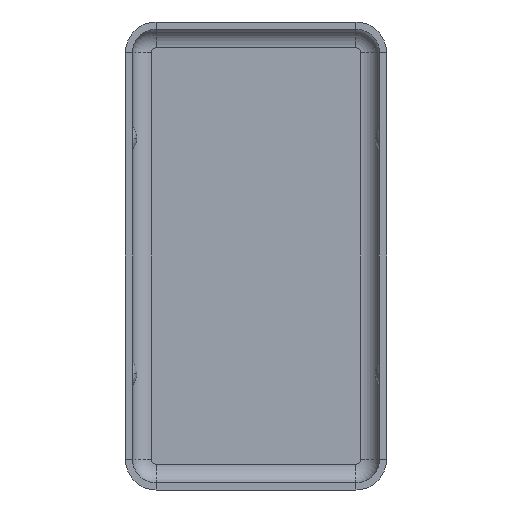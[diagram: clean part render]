
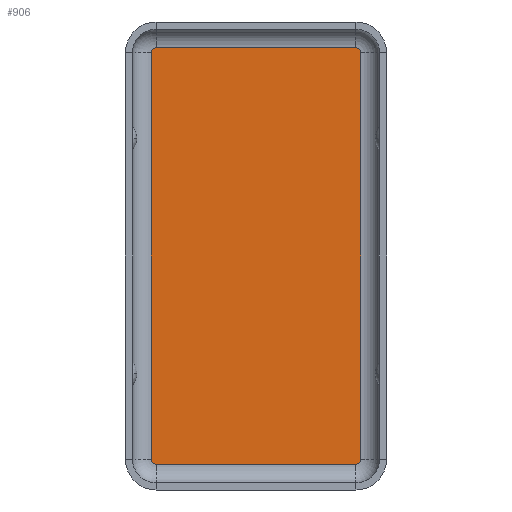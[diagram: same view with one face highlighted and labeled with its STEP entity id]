
A CAD part, front view. The second image highlights one B-rep face of the part: STEP entity #906.
In plain terms, the highlighted planar face has unit normal (0, -1, 0).
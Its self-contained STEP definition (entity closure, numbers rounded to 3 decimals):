
#33 = ORIENTED_EDGE ( 'NONE', *, *, #256, .T. ) ;
#43 = CARTESIAN_POINT ( 'NONE',  ( 4.45, 0., -8.65 ) ) ;
#70 = VERTEX_POINT ( 'NONE', #1248 ) ;
#90 = DIRECTION ( 'NONE',  ( 0., 0., -1. ) ) ;
#113 = EDGE_CURVE ( 'NONE', #1182, #717, #1589, .T. ) ;
#117 = CARTESIAN_POINT ( 'NONE',  ( -4.45, 0., 8.65 ) ) ;
#161 = DIRECTION ( 'NONE',  ( 0., 0., -1. ) ) ;
#162 = DIRECTION ( 'NONE',  ( -1., 0., 0. ) ) ;
#214 = CIRCLE ( 'NONE', #601, 0.2 ) ;
#256 = EDGE_CURVE ( 'NONE', #70, #717, #1111, .T. ) ;
#267 = VECTOR ( 'NONE', #162, 1000. ) ;
#278 = EDGE_CURVE ( 'NONE', #505, #70, #635, .T. ) ;
#285 = ORIENTED_EDGE ( 'NONE', *, *, #1068, .T. ) ;
#288 = CARTESIAN_POINT ( 'NONE',  ( 4.25, 0., -8.85 ) ) ;
#318 = DIRECTION ( 'NONE',  ( 0., -1., 0. ) ) ;
#323 = ORIENTED_EDGE ( 'NONE', *, *, #401, .T. ) ;
#363 = VECTOR ( 'NONE', #161, 1000. ) ;
#373 = CARTESIAN_POINT ( 'NONE',  ( 4.45, 0., 8.65 ) ) ;
#378 = AXIS2_PLACEMENT_3D ( 'NONE', #476, #1233, #719 ) ;
#396 = VECTOR ( 'NONE', #815, 1000. ) ;
#401 = EDGE_CURVE ( 'NONE', #1566, #787, #1472, .T. ) ;
#402 = ORIENTED_EDGE ( 'NONE', *, *, #278, .T. ) ;
#439 = DIRECTION ( 'NONE',  ( 0., 1., 0. ) ) ;
#441 = DIRECTION ( 'NONE',  ( 0., 0., 1. ) ) ;
#460 = AXIS2_PLACEMENT_3D ( 'NONE', #1444, #318, #441 ) ;
#476 = CARTESIAN_POINT ( 'NONE',  ( 4.25, 0., -8.65 ) ) ;
#505 = VERTEX_POINT ( 'NONE', #117 ) ;
#530 = CARTESIAN_POINT ( 'NONE',  ( -4.25, 0., 8.85 ) ) ;
#533 = CARTESIAN_POINT ( 'NONE',  ( 4.25, 0., 8.85 ) ) ;
#540 = AXIS2_PLACEMENT_3D ( 'NONE', #1204, #599, #1117 ) ;
#560 = LINE ( 'NONE', #533, #267 ) ;
#599 = DIRECTION ( 'NONE',  ( 0., -1., 0. ) ) ;
#601 = AXIS2_PLACEMENT_3D ( 'NONE', #1152, #1427, #799 ) ;
#635 = LINE ( 'NONE', #688, #396 ) ;
#659 = CARTESIAN_POINT ( 'NONE',  ( -4.25, 0., -8.85 ) ) ;
#688 = CARTESIAN_POINT ( 'NONE',  ( -4.45, 0., 0. ) ) ;
#707 = EDGE_LOOP ( 'NONE', ( #1038, #1225, #760, #323, #285, #1461, #402, #33 ) ) ;
#717 = VERTEX_POINT ( 'NONE', #659 ) ;
#719 = DIRECTION ( 'NONE',  ( 0., 0., -1. ) ) ;
#760 = ORIENTED_EDGE ( 'NONE', *, *, #1007, .F. ) ;
#763 = EDGE_CURVE ( 'NONE', #1181, #1182, #214, .T. ) ;
#787 = VERTEX_POINT ( 'NONE', #926 ) ;
#799 = DIRECTION ( 'NONE',  ( 0., 0., 1. ) ) ;
#815 = DIRECTION ( 'NONE',  ( 0., 0., -1. ) ) ;
#872 = CARTESIAN_POINT ( 'NONE',  ( 4.25, 0., -8.85 ) ) ;
#906 = ADVANCED_FACE ( 'NONE', ( #1289 ), #962, .T. ) ;
#926 = CARTESIAN_POINT ( 'NONE',  ( 4.25, 0., 8.85 ) ) ;
#962 = PLANE ( 'NONE',  #378 ) ;
#963 = LINE ( 'NONE', #1032, #363 ) ;
#1001 = DIRECTION ( 'NONE',  ( -1., 0., 0. ) ) ;
#1007 = EDGE_CURVE ( 'NONE', #1566, #1181, #963, .T. ) ;
#1032 = CARTESIAN_POINT ( 'NONE',  ( 4.45, 0., 0. ) ) ;
#1038 = ORIENTED_EDGE ( 'NONE', *, *, #113, .F. ) ;
#1068 = EDGE_CURVE ( 'NONE', #787, #1212, #560, .T. ) ;
#1111 = CIRCLE ( 'NONE', #460, 0.2 ) ;
#1117 = DIRECTION ( 'NONE',  ( 0., 0., -1. ) ) ;
#1152 = CARTESIAN_POINT ( 'NONE',  ( 4.25, 0., -8.65 ) ) ;
#1153 = VECTOR ( 'NONE', #1001, 1000. ) ;
#1181 = VERTEX_POINT ( 'NONE', #43 ) ;
#1182 = VERTEX_POINT ( 'NONE', #288 ) ;
#1204 = CARTESIAN_POINT ( 'NONE',  ( 4.25, 0., 8.65 ) ) ;
#1205 = CIRCLE ( 'NONE', #1272, 0.2 ) ;
#1212 = VERTEX_POINT ( 'NONE', #530 ) ;
#1225 = ORIENTED_EDGE ( 'NONE', *, *, #763, .F. ) ;
#1233 = DIRECTION ( 'NONE',  ( 0., -1., 0. ) ) ;
#1248 = CARTESIAN_POINT ( 'NONE',  ( -4.45, 0., -8.65 ) ) ;
#1272 = AXIS2_PLACEMENT_3D ( 'NONE', #1558, #439, #90 ) ;
#1289 = FACE_OUTER_BOUND ( 'NONE', #707, .T. ) ;
#1403 = EDGE_CURVE ( 'NONE', #505, #1212, #1205, .T. ) ;
#1427 = DIRECTION ( 'NONE',  ( 0., 1., 0. ) ) ;
#1444 = CARTESIAN_POINT ( 'NONE',  ( -4.25, 0., -8.65 ) ) ;
#1461 = ORIENTED_EDGE ( 'NONE', *, *, #1403, .F. ) ;
#1472 = CIRCLE ( 'NONE', #540, 0.2 ) ;
#1558 = CARTESIAN_POINT ( 'NONE',  ( -4.25, 0., 8.65 ) ) ;
#1566 = VERTEX_POINT ( 'NONE', #373 ) ;
#1589 = LINE ( 'NONE', #872, #1153 ) ;
